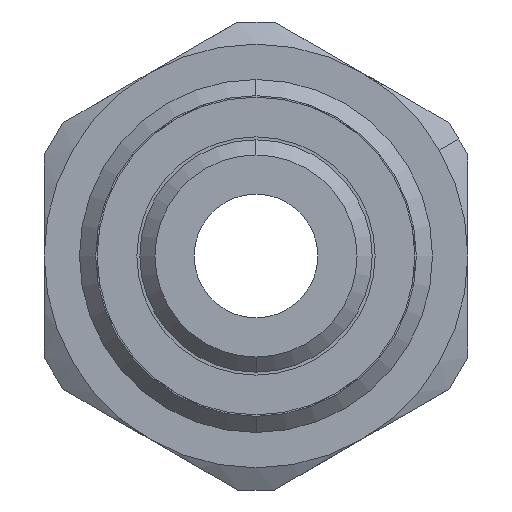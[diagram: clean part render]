
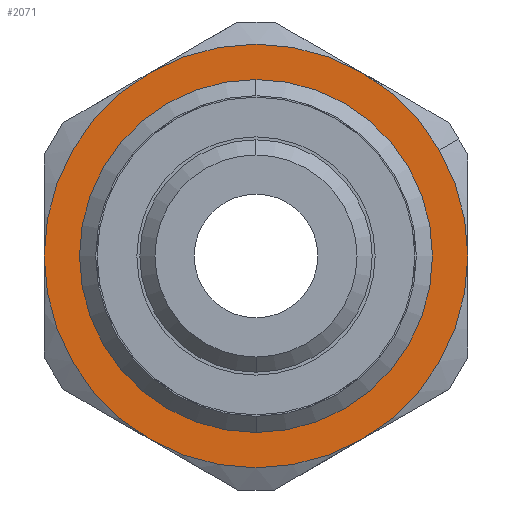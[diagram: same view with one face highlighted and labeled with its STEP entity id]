
A CAD part, front view. The second image highlights one B-rep face of the part: STEP entity #2071.
In plain terms, the highlighted planar face has unit normal (0, -1, 0).
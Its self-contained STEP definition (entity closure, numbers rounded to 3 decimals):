
#190 = CARTESIAN_POINT ( 'NONE',  ( 6., 88.3, 10.392 ) ) ;
#221 = CARTESIAN_POINT ( 'NONE',  ( 12., 88.3, 0. ) ) ;
#278 = ORIENTED_EDGE ( 'NONE', *, *, #5489, .T. ) ;
#342 = ORIENTED_EDGE ( 'NONE', *, *, #2795, .T. ) ;
#384 = CARTESIAN_POINT ( 'NONE',  ( -6., 88.3, 10.392 ) ) ;
#406 = DIRECTION ( 'NONE',  ( 0., -1., 0. ) ) ;
#509 = CARTESIAN_POINT ( 'NONE',  ( 0., 88.3, 0. ) ) ;
#603 = AXIS2_PLACEMENT_3D ( 'NONE', #4138, #2735, #5672 ) ;
#736 = EDGE_CURVE ( 'NONE', #1635, #1114, #2165, .T. ) ;
#776 = DIRECTION ( 'NONE',  ( 0., -1., 0. ) ) ;
#800 = DIRECTION ( 'NONE',  ( -1., 0., 0. ) ) ;
#809 = CIRCLE ( 'NONE', #4046, 10. ) ;
#833 = FACE_OUTER_BOUND ( 'NONE', #1959, .T. ) ;
#855 = ORIENTED_EDGE ( 'NONE', *, *, #923, .F. ) ;
#908 = VERTEX_POINT ( 'NONE', #221 ) ;
#923 = EDGE_CURVE ( 'NONE', #1900, #5484, #5197, .T. ) ;
#1107 = EDGE_CURVE ( 'NONE', #5484, #1900, #809, .T. ) ;
#1114 = VERTEX_POINT ( 'NONE', #3287 ) ;
#1152 = DIRECTION ( 'NONE',  ( 0.866, 0., 0.5 ) ) ;
#1284 = ORIENTED_EDGE ( 'NONE', *, *, #4274, .T. ) ;
#1373 = CIRCLE ( 'NONE', #2937, 12. ) ;
#1472 = DIRECTION ( 'NONE',  ( 0., -1., 0. ) ) ;
#1603 = DIRECTION ( 'NONE',  ( 0., -1., 0. ) ) ;
#1635 = VERTEX_POINT ( 'NONE', #5350 ) ;
#1657 = CIRCLE ( 'NONE', #4786, 12. ) ;
#1752 = DIRECTION ( 'NONE',  ( 0.866, 0., 0.5 ) ) ;
#1810 = EDGE_CURVE ( 'NONE', #5683, #6092, #3109, .T. ) ;
#1843 = PLANE ( 'NONE',  #6248 ) ;
#1900 = VERTEX_POINT ( 'NONE', #2700 ) ;
#1959 = EDGE_LOOP ( 'NONE', ( #342, #1284, #5779, #2337, #3074, #278, #3627 ) ) ;
#1994 = CARTESIAN_POINT ( 'NONE',  ( 0., 88.3, 0. ) ) ;
#2071 = ADVANCED_FACE ( 'NONE', ( #833, #4853 ), #1843, .T. ) ;
#2080 = EDGE_LOOP ( 'NONE', ( #855, #4810 ) ) ;
#2121 = EDGE_CURVE ( 'NONE', #6092, #1635, #1657, .T. ) ;
#2165 = CIRCLE ( 'NONE', #2994, 12. ) ;
#2337 = ORIENTED_EDGE ( 'NONE', *, *, #2121, .T. ) ;
#2599 = CARTESIAN_POINT ( 'NONE',  ( 0., 88.3, 0. ) ) ;
#2700 = CARTESIAN_POINT ( 'NONE',  ( 0., 88.3, -10. ) ) ;
#2735 = DIRECTION ( 'NONE',  ( 0., -1., 0. ) ) ;
#2767 = CARTESIAN_POINT ( 'NONE',  ( 0., 88.3, 0. ) ) ;
#2795 = EDGE_CURVE ( 'NONE', #908, #6192, #5932, .T. ) ;
#2814 = DIRECTION ( 'NONE',  ( 0.866, 0., 0.5 ) ) ;
#2833 = DIRECTION ( 'NONE',  ( 0., -1., 0. ) ) ;
#2937 = AXIS2_PLACEMENT_3D ( 'NONE', #1994, #1472, #3567 ) ;
#2962 = DIRECTION ( 'NONE',  ( 0., -1., 0. ) ) ;
#2994 = AXIS2_PLACEMENT_3D ( 'NONE', #4683, #1603, #1152 ) ;
#3074 = ORIENTED_EDGE ( 'NONE', *, *, #736, .T. ) ;
#3109 = CIRCLE ( 'NONE', #6341, 12. ) ;
#3287 = CARTESIAN_POINT ( 'NONE',  ( -6., 88.3, -10.392 ) ) ;
#3342 = CARTESIAN_POINT ( 'NONE',  ( 6., 88.3, -10.392 ) ) ;
#3567 = DIRECTION ( 'NONE',  ( 0.866, 0., 0.5 ) ) ;
#3627 = ORIENTED_EDGE ( 'NONE', *, *, #5233, .T. ) ;
#3831 = DIRECTION ( 'NONE',  ( 0., -1., 0. ) ) ;
#3834 = CARTESIAN_POINT ( 'NONE',  ( 12., 88.3, 6.928 ) ) ;
#3942 = CARTESIAN_POINT ( 'NONE',  ( 0., 88.3, 10. ) ) ;
#4046 = AXIS2_PLACEMENT_3D ( 'NONE', #6258, #3831, #5763 ) ;
#4075 = DIRECTION ( 'NONE',  ( 0.866, 0., 0.5 ) ) ;
#4138 = CARTESIAN_POINT ( 'NONE',  ( 0., 88.3, 0. ) ) ;
#4274 = EDGE_CURVE ( 'NONE', #6192, #5683, #5011, .T. ) ;
#4280 = DIRECTION ( 'NONE',  ( 0., -1., 0. ) ) ;
#4596 = DIRECTION ( 'NONE',  ( 0., -1., 0. ) ) ;
#4683 = CARTESIAN_POINT ( 'NONE',  ( 0., 88.3, 0. ) ) ;
#4701 = AXIS2_PLACEMENT_3D ( 'NONE', #2767, #776, #1752 ) ;
#4786 = AXIS2_PLACEMENT_3D ( 'NONE', #6408, #406, #6350 ) ;
#4800 = DIRECTION ( 'NONE',  ( 0.866, 0., 0.5 ) ) ;
#4810 = ORIENTED_EDGE ( 'NONE', *, *, #1107, .F. ) ;
#4853 = FACE_BOUND ( 'NONE', #2080, .T. ) ;
#5011 = CIRCLE ( 'NONE', #6274, 12. ) ;
#5090 = CARTESIAN_POINT ( 'NONE',  ( 10.392, 88.3, 6. ) ) ;
#5170 = VERTEX_POINT ( 'NONE', #3342 ) ;
#5197 = CIRCLE ( 'NONE', #603, 10. ) ;
#5233 = EDGE_CURVE ( 'NONE', #5170, #908, #1373, .T. ) ;
#5350 = CARTESIAN_POINT ( 'NONE',  ( -12., 88.3, 0. ) ) ;
#5353 = CARTESIAN_POINT ( 'NONE',  ( 0., 88.3, 0. ) ) ;
#5484 = VERTEX_POINT ( 'NONE', #3942 ) ;
#5489 = EDGE_CURVE ( 'NONE', #1114, #5170, #5844, .T. ) ;
#5672 = DIRECTION ( 'NONE',  ( 0., 0., -1. ) ) ;
#5683 = VERTEX_POINT ( 'NONE', #190 ) ;
#5763 = DIRECTION ( 'NONE',  ( 0., 0., -1. ) ) ;
#5779 = ORIENTED_EDGE ( 'NONE', *, *, #1810, .T. ) ;
#5844 = CIRCLE ( 'NONE', #6268, 12. ) ;
#5932 = CIRCLE ( 'NONE', #4701, 12. ) ;
#6092 = VERTEX_POINT ( 'NONE', #384 ) ;
#6192 = VERTEX_POINT ( 'NONE', #5090 ) ;
#6248 = AXIS2_PLACEMENT_3D ( 'NONE', #3834, #2833, #800 ) ;
#6258 = CARTESIAN_POINT ( 'NONE',  ( 0., 88.3, 0. ) ) ;
#6268 = AXIS2_PLACEMENT_3D ( 'NONE', #509, #2962, #2814 ) ;
#6274 = AXIS2_PLACEMENT_3D ( 'NONE', #5353, #4280, #4800 ) ;
#6341 = AXIS2_PLACEMENT_3D ( 'NONE', #2599, #4596, #4075 ) ;
#6350 = DIRECTION ( 'NONE',  ( 0.866, 0., 0.5 ) ) ;
#6408 = CARTESIAN_POINT ( 'NONE',  ( 0., 88.3, 0. ) ) ;
